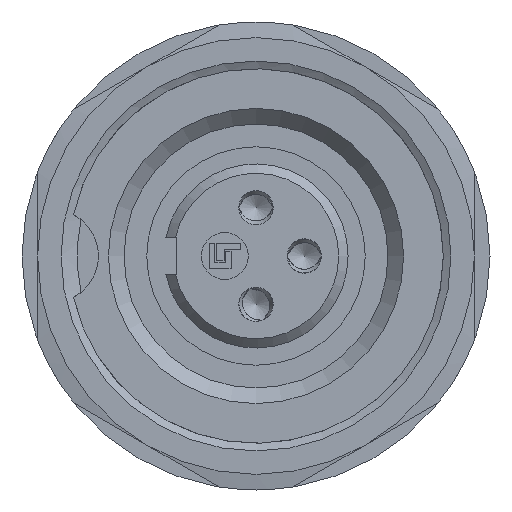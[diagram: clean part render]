
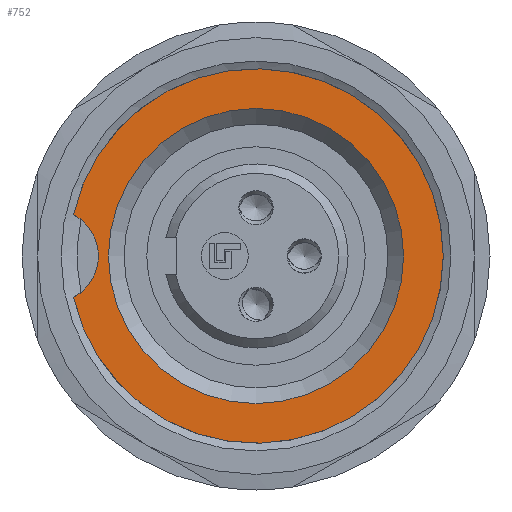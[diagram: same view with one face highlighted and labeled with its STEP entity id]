
A CAD part, left-side view. The second image highlights one B-rep face of the part: STEP entity #752.
In plain terms, the highlighted planar face has unit normal (-1, 0, 0).
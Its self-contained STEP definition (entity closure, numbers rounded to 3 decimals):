
#569=PLANE('',#4393);
#752=ADVANCED_FACE('',(#954,#955),#569,.T.);
#954=FACE_BOUND('',#1190,.T.);
#955=FACE_BOUND('',#1191,.T.);
#1190=EDGE_LOOP('',(#2683,#2684));
#1191=EDGE_LOOP('',(#2685));
#2683=ORIENTED_EDGE('',*,*,#3812,.F.);
#2684=ORIENTED_EDGE('',*,*,#3813,.F.);
#2685=ORIENTED_EDGE('',*,*,#3810,.T.);
#3301=VERTEX_POINT('',#6991);
#3302=VERTEX_POINT('',#6996);
#3303=VERTEX_POINT('',#6997);
#3810=EDGE_CURVE('',#3301,#3301,#4072,.T.);
#3812=EDGE_CURVE('',#3302,#3303,#4074,.T.);
#3813=EDGE_CURVE('',#3303,#3302,#4075,.T.);
#4072=CIRCLE('',#4387,4.73);
#4074=CIRCLE('',#4391,1.5);
#4075=CIRCLE('',#4392,6.);
#4387=AXIS2_PLACEMENT_3D('',#6990,#5277,#5278);
#4391=AXIS2_PLACEMENT_3D('',#6995,#5285,#5286);
#4392=AXIS2_PLACEMENT_3D('',#6998,#5287,#5288);
#4393=AXIS2_PLACEMENT_3D('',#6999,#5289,#5290);
#5277=DIRECTION('',(1.,0.,0.));
#5278=DIRECTION('',(0.,0.,1.));
#5285=DIRECTION('',(-1.,0.,0.));
#5286=DIRECTION('',(0.,0.,1.));
#5287=DIRECTION('',(1.,0.,0.));
#5288=DIRECTION('',(0.,0.,-1.));
#5289=DIRECTION('',(-1.,0.,0.));
#5290=DIRECTION('',(0.,0.,1.));
#6990=CARTESIAN_POINT('',(0.,0.,0.));
#6991=CARTESIAN_POINT('',(0.,0.,4.73));
#6995=CARTESIAN_POINT('',(0.,6.55,0.));
#6996=CARTESIAN_POINT('',(0.,5.851,-1.327));
#6997=CARTESIAN_POINT('',(0.,5.851,1.327));
#6998=CARTESIAN_POINT('',(0.,0.,0.));
#6999=CARTESIAN_POINT('',(0.,0.,0.));
